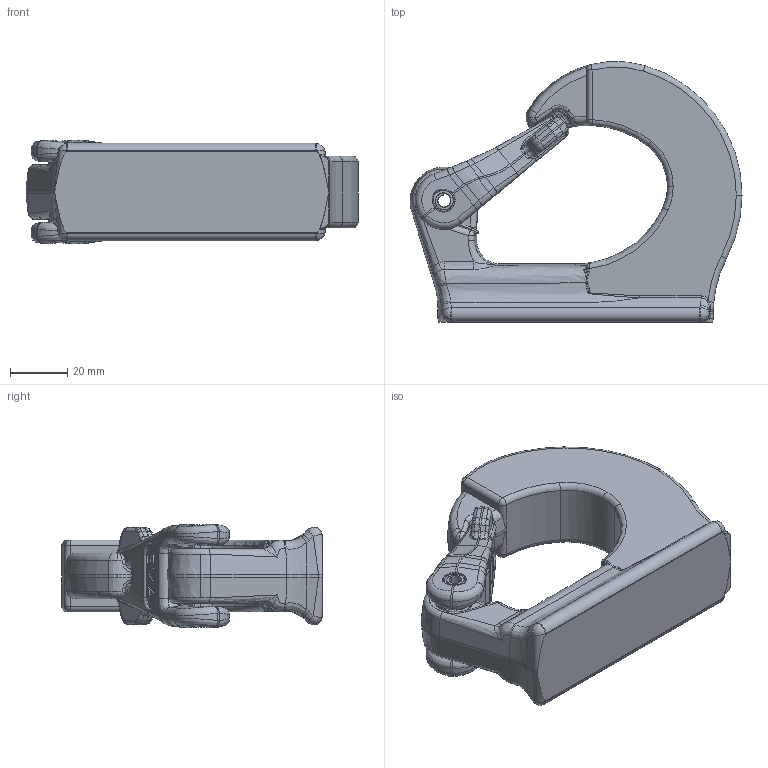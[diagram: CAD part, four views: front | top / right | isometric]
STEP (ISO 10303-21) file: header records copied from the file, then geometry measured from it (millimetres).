
FILE_DESCRIPTION (( 'STEP AP203' ), '1' );
FILE_NAME ('20240814_TBA_2t.STEP', '2024-08-14T13:25:16', ( '' ), ( '' ), 'SwSTEP 2.0', 'SolidWorks 2024', '' );
FILE_SCHEMA (( 'CONFIG_CONTROL_DESIGN' ));
Length unit declared in the file: millimetre
Products named in the file (6): Schnepper für TBA 1t + 2t + 3t_TBA 1,25 t Schnepper bearbeitet<Wie bearbeitet>; TBA2t_Stepversion_TBA2 bearbeitet<Wie bearbeitet>; 20240814_TBA_2t; Spannstifte_08x35; tba-feder_1-3-Federhersteller_TBA 01,25 gespannt; BaugrTBA02
Assembly tree (5 placements, depth 3):
  20240814_TBA_2t
    TBA2t_Stepversion_TBA2 bearbeitet<Wie bearbeitet>
    BaugrTBA02
      Schnepper für TBA 1t + 2t + 3t_TBA 1,25 t Schnepper bearbeitet<Wie bearbeitet>
      tba-feder_1-3-Federhersteller_TBA 01,25 gespannt
      Spannstifte_08x35
Bounding box: 115.75 x 90.84 x 36 mm (x, y, z)
Volume: 139057.7 mm3; surface area: 32137.9 mm2
Topology: 4 solids, 4 shells, 761 faces, 1985 edges, 1204 vertices
Faces by surface type: bspline 266, plane 228, cylinder 180, torus 55, cone 28, sphere 4
Entity records: 41283 total; most frequent: CARTESIAN_POINT 24908, ORIENTED_EDGE 3914, DIRECTION 2551, EDGE_CURVE 1957, VERTEX_POINT 1204, AXIS2_PLACEMENT_3D 955, EDGE_LOOP 775, ADVANCED_FACE 761
